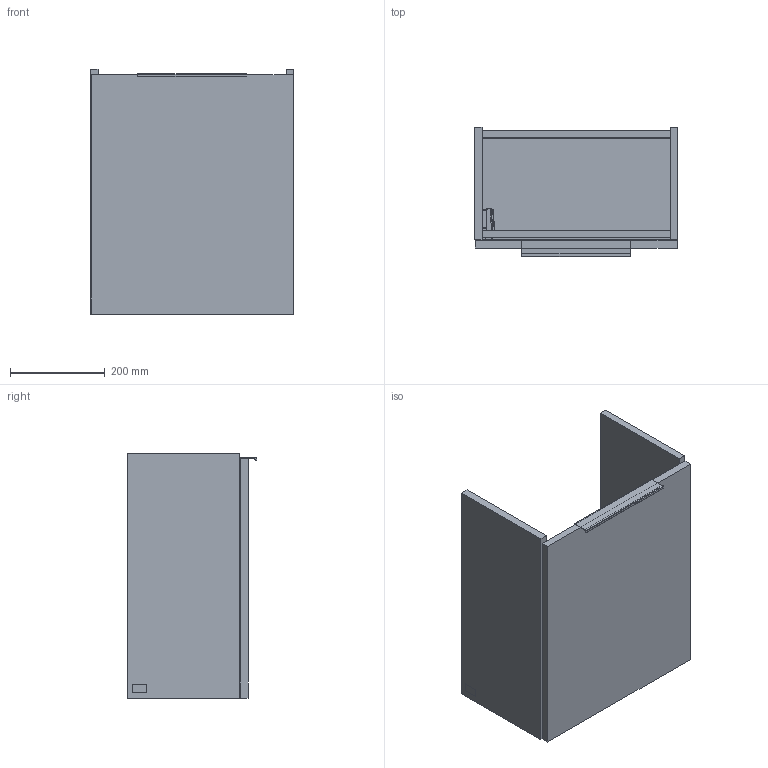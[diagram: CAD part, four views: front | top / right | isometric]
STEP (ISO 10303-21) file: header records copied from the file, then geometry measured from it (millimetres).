
FILE_DESCRIPTION(/* description */ (''),/* implementation_level */ '2;1');
FILE_NAME(/* name */ 'B88300_RFS.stp',/* time_stamp */ '2023-10-25T12:43:07+02:00',/* author */ ('schmidtkonj'),/* organization */ (''),/* preprocessor_version */ 'ST-DEVELOPER v18.1',/* originating_system */ 'Autodesk Inventor 2021',/* authorisation */ '');
FILE_SCHEMA (('AUTOMOTIVE_DESIGN { 1 0 10303 214 3 1 1 }'));
Length unit declared in the file: millimetre
Products named in the file (1): B88300_RFS
Bounding box: 430.5 x 273 x 520 mm (x, y, z)
Volume: 10049292 mm3; surface area: 1442556 mm2
Topology: 20 solids, 20 shells, 723 faces, 1929 edges, 1274 vertices
Faces by surface type: plane 478, cylinder 201, cone 18, bspline 18, torus 8
Entity records: 23791 total; most frequent: CARTESIAN_POINT 5433, ORIENTED_EDGE 3858, DIRECTION 3655, EDGE_CURVE 1929, LINE 1443, VECTOR 1443, VERTEX_POINT 1274, AXIS2_PLACEMENT_3D 1106
